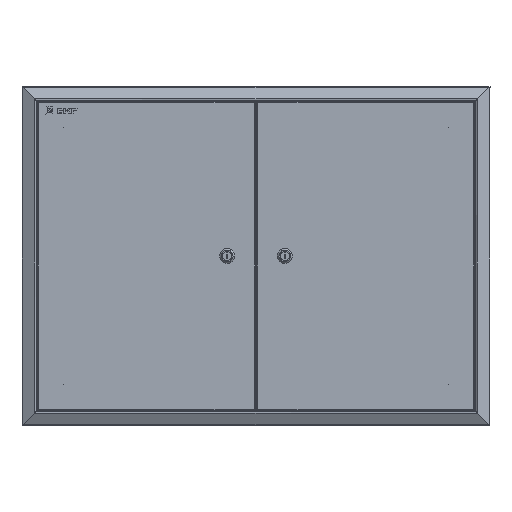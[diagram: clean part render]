
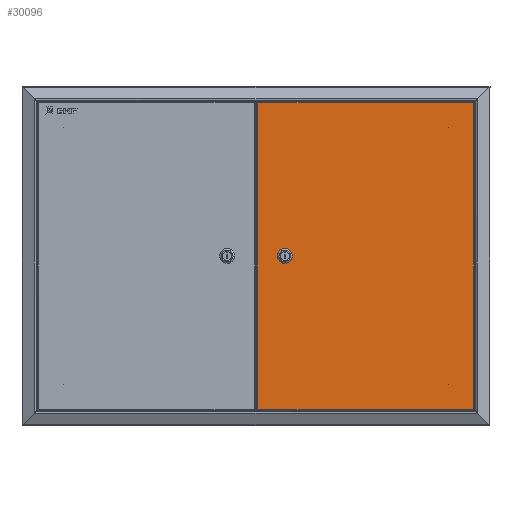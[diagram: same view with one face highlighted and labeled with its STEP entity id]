
A CAD part, top view. The second image highlights one B-rep face of the part: STEP entity #30096.
In plain terms, the highlighted face is planar.
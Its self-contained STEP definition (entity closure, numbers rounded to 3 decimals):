
#2071 = DIRECTION ( 'NONE',  ( 0., 0., -1. ) ) ;
#2339 = DIRECTION ( 'NONE',  ( 0., 1., 0. ) ) ;
#2370 = CARTESIAN_POINT ( 'NONE',  ( -333.15, 473.3, -0.7 ) ) ;
#2854 = DIRECTION ( 'NONE',  ( 0., 0., -1. ) ) ;
#2979 = VERTEX_POINT ( 'NONE', #26712 ) ;
#3149 = ORIENTED_EDGE ( 'NONE', *, *, #35203, .F. ) ;
#3268 = VERTEX_POINT ( 'NONE', #9405 ) ;
#3271 = FACE_BOUND ( 'NONE', #8477, .T. ) ;
#3581 = CARTESIAN_POINT ( 'NONE',  ( -0.841, 1.7, -0.7 ) ) ;
#3737 = CARTESIAN_POINT ( 'NONE',  ( -333.15, 1.7, -0.7 ) ) ;
#4158 = VERTEX_POINT ( 'NONE', #45112 ) ;
#5411 = ORIENTED_EDGE ( 'NONE', *, *, #18343, .F. ) ;
#5487 = CARTESIAN_POINT ( 'NONE',  ( -43., 237.5, -0.7 ) ) ;
#5971 = VERTEX_POINT ( 'NONE', #37937 ) ;
#6205 = AXIS2_PLACEMENT_3D ( 'NONE', #10062, #35329, #13691 ) ;
#7179 = CARTESIAN_POINT ( 'NONE',  ( -34.5, 241.149, -0.7 ) ) ;
#7466 = CARTESIAN_POINT ( 'NONE',  ( -34.5, 241.149, -0.7 ) ) ;
#7896 = CARTESIAN_POINT ( 'NONE',  ( -334.009, 473.3, -0.7 ) ) ;
#7998 = CARTESIAN_POINT ( 'NONE',  ( -1.7, 474.159, -0.7 ) ) ;
#8131 = CIRCLE ( 'NONE', #15024, 0.5 ) ;
#8310 = VERTEX_POINT ( 'NONE', #7466 ) ;
#8477 = EDGE_LOOP ( 'NONE', ( #5411, #45433, #20035, #12694 ) ) ;
#8603 = LINE ( 'NONE', #7179, #35134 ) ;
#8654 = CARTESIAN_POINT ( 'NONE',  ( -1.7, 1.7, -0.7 ) ) ;
#8797 = EDGE_CURVE ( 'NONE', #16425, #3268, #16963, .T. ) ;
#9063 = CARTESIAN_POINT ( 'NONE',  ( -51.5, 233.851, -0.7 ) ) ;
#9131 = DIRECTION ( 'NONE',  ( -1., 0., 0. ) ) ;
#9405 = CARTESIAN_POINT ( 'NONE',  ( -1.7, 473.3, -0.7 ) ) ;
#9590 = CARTESIAN_POINT ( 'NONE',  ( -333.15, 0.841, -0.7 ) ) ;
#10062 = CARTESIAN_POINT ( 'NONE',  ( -294.85, 435., -0.7 ) ) ;
#10083 = CARTESIAN_POINT ( 'NONE',  ( 0., 0., -0.7 ) ) ;
#10802 = CIRCLE ( 'NONE', #46292, 0.5 ) ;
#10926 = LINE ( 'NONE', #23973, #30129 ) ;
#11463 = DIRECTION ( 'NONE',  ( 0., 0., -1. ) ) ;
#11500 = DIRECTION ( 'NONE',  ( 1., 0., 0. ) ) ;
#12694 = ORIENTED_EDGE ( 'NONE', *, *, #42635, .F. ) ;
#13356 = EDGE_CURVE ( 'NONE', #2979, #23354, #8131, .T. ) ;
#13420 = EDGE_CURVE ( 'NONE', #3268, #31839, #33555, .T. ) ;
#13477 = EDGE_CURVE ( 'NONE', #23587, #8310, #41987, .T. ) ;
#13537 = EDGE_CURVE ( 'NONE', #45824, #23587, #10926, .T. ) ;
#13546 = VECTOR ( 'NONE', #11500, 1000. ) ;
#13547 = EDGE_CURVE ( 'NONE', #46679, #16425, #38558, .T. ) ;
#13691 = DIRECTION ( 'NONE',  ( 1., 0., 0. ) ) ;
#15024 = AXIS2_PLACEMENT_3D ( 'NONE', #33129, #11463, #36714 ) ;
#15273 = DIRECTION ( 'NONE',  ( 0., -1., 0. ) ) ;
#15347 = CIRCLE ( 'NONE', #29463, 9.25 ) ;
#16425 = VERTEX_POINT ( 'NONE', #2370 ) ;
#16620 = DIRECTION ( 'NONE',  ( 0., 0., -1. ) ) ;
#16963 = LINE ( 'NONE', #7896, #13546 ) ;
#17366 = DIRECTION ( 'NONE',  ( 0., 0., 1. ) ) ;
#17942 = DIRECTION ( 'NONE',  ( 0., -1., 0. ) ) ;
#18278 = DIRECTION ( 'NONE',  ( -1., 0., 0. ) ) ;
#18343 = EDGE_CURVE ( 'NONE', #8310, #5971, #8603, .T. ) ;
#18753 = EDGE_CURVE ( 'NONE', #21738, #4158, #10802, .T. ) ;
#19480 = ORIENTED_EDGE ( 'NONE', *, *, #13547, .T. ) ;
#20035 = ORIENTED_EDGE ( 'NONE', *, *, #13537, .F. ) ;
#20084 = ORIENTED_EDGE ( 'NONE', *, *, #23170, .F. ) ;
#20302 = DIRECTION ( 'NONE',  ( 0., 1., 0. ) ) ;
#20506 = VECTOR ( 'NONE', #20302, 1000. ) ;
#21738 = VERTEX_POINT ( 'NONE', #41019 ) ;
#22360 = ORIENTED_EDGE ( 'NONE', *, *, #18753, .F. ) ;
#22500 = FACE_BOUND ( 'NONE', #45290, .T. ) ;
#22687 = CARTESIAN_POINT ( 'NONE',  ( -294.35, 435., -0.7 ) ) ;
#23170 = EDGE_CURVE ( 'NONE', #23354, #2979, #36698, .T. ) ;
#23354 = VERTEX_POINT ( 'NONE', #22687 ) ;
#23587 = VERTEX_POINT ( 'NONE', #45375 ) ;
#23652 = FACE_BOUND ( 'NONE', #32435, .T. ) ;
#23713 = CARTESIAN_POINT ( 'NONE',  ( -294.85, 40., -0.7 ) ) ;
#23972 = VECTOR ( 'NONE', #15273, 1000. ) ;
#23973 = CARTESIAN_POINT ( 'NONE',  ( -51.5, 241.149, -0.7 ) ) ;
#24467 = CARTESIAN_POINT ( 'NONE',  ( -43., 237.5, -0.7 ) ) ;
#26712 = CARTESIAN_POINT ( 'NONE',  ( -295.35, 435., -0.7 ) ) ;
#27109 = AXIS2_PLACEMENT_3D ( 'NONE', #5487, #30740, #9131 ) ;
#27270 = DIRECTION ( 'NONE',  ( -1., 0., 0. ) ) ;
#27409 = ORIENTED_EDGE ( 'NONE', *, *, #13356, .F. ) ;
#27965 = EDGE_CURVE ( 'NONE', #31839, #46679, #29435, .T. ) ;
#28055 = DIRECTION ( 'NONE',  ( -1., 0., 0. ) ) ;
#29435 = LINE ( 'NONE', #3581, #46374 ) ;
#29463 = AXIS2_PLACEMENT_3D ( 'NONE', #24467, #2854, #28055 ) ;
#30096 = ADVANCED_FACE ( 'NONE', ( #22500, #23652, #3271, #40520 ), #38920, .F. ) ;
#30129 = VECTOR ( 'NONE', #2339, 1000. ) ;
#30740 = DIRECTION ( 'NONE',  ( 0., 0., -1. ) ) ;
#31362 = ORIENTED_EDGE ( 'NONE', *, *, #8797, .T. ) ;
#31839 = VERTEX_POINT ( 'NONE', #8654 ) ;
#31894 = ORIENTED_EDGE ( 'NONE', *, *, #13420, .T. ) ;
#32435 = EDGE_LOOP ( 'NONE', ( #3149, #22360 ) ) ;
#33129 = CARTESIAN_POINT ( 'NONE',  ( -294.85, 435., -0.7 ) ) ;
#33555 = LINE ( 'NONE', #7998, #23972 ) ;
#35134 = VECTOR ( 'NONE', #17942, 1000. ) ;
#35203 = EDGE_CURVE ( 'NONE', #4158, #21738, #37321, .T. ) ;
#35329 = DIRECTION ( 'NONE',  ( 0., 0., -1. ) ) ;
#36698 = CIRCLE ( 'NONE', #6205, 0.5 ) ;
#36714 = DIRECTION ( 'NONE',  ( 1., 0., 0. ) ) ;
#37321 = CIRCLE ( 'NONE', #42283, 0.5 ) ;
#37937 = CARTESIAN_POINT ( 'NONE',  ( -34.5, 233.851, -0.7 ) ) ;
#38196 = AXIS2_PLACEMENT_3D ( 'NONE', #10083, #17366, #42591 ) ;
#38210 = CARTESIAN_POINT ( 'NONE',  ( -294.85, 40., -0.7 ) ) ;
#38558 = LINE ( 'NONE', #9590, #20506 ) ;
#38920 = PLANE ( 'NONE',  #38196 ) ;
#40520 = FACE_OUTER_BOUND ( 'NONE', #43667, .T. ) ;
#41019 = CARTESIAN_POINT ( 'NONE',  ( -294.35, 40., -0.7 ) ) ;
#41840 = DIRECTION ( 'NONE',  ( -1., 0., 0. ) ) ;
#41987 = CIRCLE ( 'NONE', #27109, 9.25 ) ;
#42283 = AXIS2_PLACEMENT_3D ( 'NONE', #23713, #2071, #27270 ) ;
#42591 = DIRECTION ( 'NONE',  ( 1., 0., 0. ) ) ;
#42635 = EDGE_CURVE ( 'NONE', #5971, #45824, #15347, .T. ) ;
#43667 = EDGE_LOOP ( 'NONE', ( #31894, #43742, #19480, #31362 ) ) ;
#43742 = ORIENTED_EDGE ( 'NONE', *, *, #27965, .T. ) ;
#45112 = CARTESIAN_POINT ( 'NONE',  ( -295.35, 40., -0.7 ) ) ;
#45290 = EDGE_LOOP ( 'NONE', ( #27409, #20084 ) ) ;
#45375 = CARTESIAN_POINT ( 'NONE',  ( -51.5, 241.149, -0.7 ) ) ;
#45433 = ORIENTED_EDGE ( 'NONE', *, *, #13477, .F. ) ;
#45824 = VERTEX_POINT ( 'NONE', #9063 ) ;
#46292 = AXIS2_PLACEMENT_3D ( 'NONE', #38210, #16620, #41840 ) ;
#46374 = VECTOR ( 'NONE', #18278, 1000. ) ;
#46679 = VERTEX_POINT ( 'NONE', #3737 ) ;
